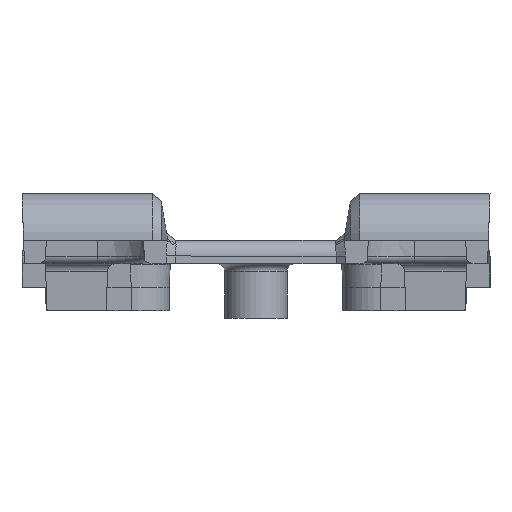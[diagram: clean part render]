
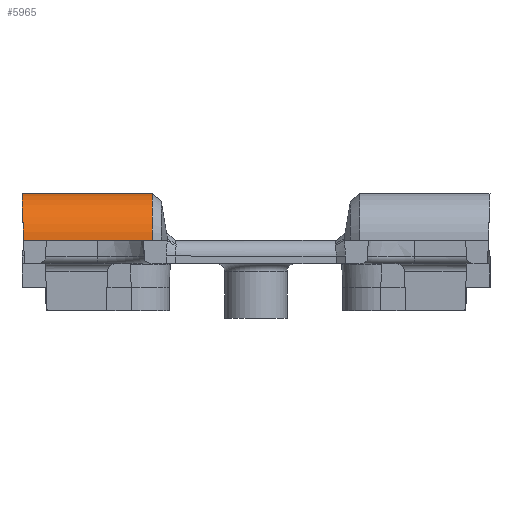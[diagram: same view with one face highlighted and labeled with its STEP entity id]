
A CAD part, front view. The second image highlights one B-rep face of the part: STEP entity #5965.
In plain terms, the highlighted cylindrical face has radius 3 mm (diameter 6 mm), a partial arc.
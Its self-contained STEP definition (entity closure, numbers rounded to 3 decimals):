
#311=CIRCLE('',#6387,2.998);
#312=CIRCLE('',#6403,3.);
#722=FACE_OUTER_BOUND('',#1077,.T.);
#1077=EDGE_LOOP('',(#4849,#4850,#4851,#4852));
#1499=LINE('',#8715,#2105);
#1630=LINE('',#9724,#2236);
#2105=VECTOR('',#7082,10.);
#2236=VECTOR('',#7447,10.);
#2753=VERTEX_POINT('',#8712);
#2754=VERTEX_POINT('',#8714);
#2839=VERTEX_POINT('',#9341);
#2878=VERTEX_POINT('',#9722);
#3372=EDGE_CURVE('',#2754,#2753,#1499,.T.);
#3537=EDGE_CURVE('',#2754,#2839,#311,.T.);
#3599=EDGE_CURVE('',#2878,#2753,#312,.T.);
#3600=EDGE_CURVE('',#2878,#2839,#1630,.T.);
#4849=ORIENTED_EDGE('',*,*,#3537,.F.);
#4850=ORIENTED_EDGE('',*,*,#3372,.T.);
#4851=ORIENTED_EDGE('',*,*,#3599,.F.);
#4852=ORIENTED_EDGE('',*,*,#3600,.T.);
#5777=CYLINDRICAL_SURFACE('',#6402,3.);
#5965=ADVANCED_FACE('',(#722),#5777,.T.);
#6387=AXIS2_PLACEMENT_3D('',#9342,#7382,#7383);
#6402=AXIS2_PLACEMENT_3D('',#9721,#7443,#7444);
#6403=AXIS2_PLACEMENT_3D('',#9723,#7445,#7446);
#7082=DIRECTION('',(1.,0.,0.));
#7382=DIRECTION('center_axis',(-0.999,0.,-0.035));
#7383=DIRECTION('ref_axis',(0.035,0.,-0.999));
#7443=DIRECTION('center_axis',(-1.,0.,0.));
#7444=DIRECTION('ref_axis',(0.,-0.707,0.707));
#7445=DIRECTION('center_axis',(1.,0.,0.));
#7446=DIRECTION('ref_axis',(0.,-0.707,0.707));
#7447=DIRECTION('',(-1.,0.,0.));
#8712=CARTESIAN_POINT('',(2.23,-17.98,4.995));
#8714=CARTESIAN_POINT('',(-6.005,-17.978,4.995));
#8715=CARTESIAN_POINT('',(-4.65,-17.98,4.995));
#9341=CARTESIAN_POINT('',(-6.11,-14.98,7.995));
#9342=CARTESIAN_POINT('Origin',(-6.005,-14.98,4.999));
#9721=CARTESIAN_POINT('Origin',(-4.65,-14.98,4.995));
#9722=CARTESIAN_POINT('',(2.23,-14.98,7.995));
#9723=CARTESIAN_POINT('Origin',(2.23,-14.98,4.995));
#9724=CARTESIAN_POINT('',(-4.65,-14.98,7.995));
